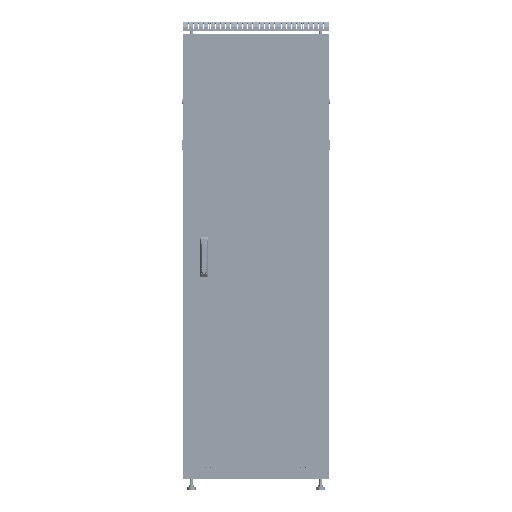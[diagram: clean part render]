
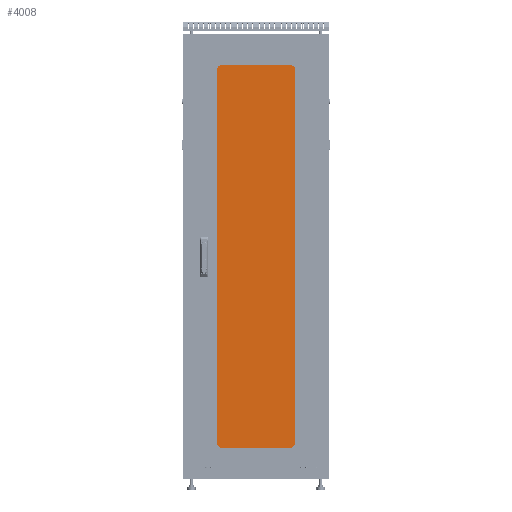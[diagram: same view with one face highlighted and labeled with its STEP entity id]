
A CAD part, top view. The second image highlights one B-rep face of the part: STEP entity #4008.
In plain terms, the highlighted planar face has unit normal (0, 0, 1).
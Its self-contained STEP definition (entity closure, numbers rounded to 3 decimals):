
#2843 = CARTESIAN_POINT ( 'NONE',  ( 180., -860.2, 4. ) ) ;
#3263 = CARTESIAN_POINT ( 'NONE',  ( -180., -860.2, 4. ) ) ;
#4008 = ADVANCED_FACE ( 'NONE', ( #48984 ), #65870, .T. ) ;
#16201 = EDGE_CURVE ( 'NONE', #106731, #107465, #44760, .T. ) ;
#17171 = CARTESIAN_POINT ( 'NONE',  ( 0., 0., 4. ) ) ;
#17442 = EDGE_CURVE ( 'NONE', #107465, #47013, #118515, .T. ) ;
#17484 = CARTESIAN_POINT ( 'NONE',  ( -180., -860.2, 4. ) ) ;
#17579 = DIRECTION ( 'NONE',  ( 1., 0., 0. ) ) ;
#18557 = VECTOR ( 'NONE', #45640, 1000. ) ;
#21920 = EDGE_CURVE ( 'NONE', #47013, #30972, #23621, .T. ) ;
#23621 = LINE ( 'NONE', #90424, #29684 ) ;
#29684 = VECTOR ( 'NONE', #61231, 1000. ) ;
#30972 = VERTEX_POINT ( 'NONE', #56281 ) ;
#33296 = ORIENTED_EDGE ( 'NONE', *, *, #21920, .T. ) ;
#42004 = AXIS2_PLACEMENT_3D ( 'NONE', #17171, #94638, #17579 ) ;
#44760 = LINE ( 'NONE', #2843, #70441 ) ;
#45640 = DIRECTION ( 'NONE',  ( 0., 1., 0. ) ) ;
#47013 = VERTEX_POINT ( 'NONE', #75915 ) ;
#48984 = FACE_OUTER_BOUND ( 'NONE', #84007, .T. ) ;
#54044 = ORIENTED_EDGE ( 'NONE', *, *, #16201, .T. ) ;
#56281 = CARTESIAN_POINT ( 'NONE',  ( -180., 860.2, 4. ) ) ;
#61231 = DIRECTION ( 'NONE',  ( -1., 0., 0. ) ) ;
#65368 = CARTESIAN_POINT ( 'NONE',  ( 180., -860.2, 4. ) ) ;
#65775 = DIRECTION ( 'NONE',  ( 0., -1., 0. ) ) ;
#65870 = PLANE ( 'NONE',  #42004 ) ;
#70441 = VECTOR ( 'NONE', #80318, 1000. ) ;
#71062 = ORIENTED_EDGE ( 'NONE', *, *, #17442, .T. ) ;
#72084 = EDGE_CURVE ( 'NONE', #30972, #106731, #113236, .T. ) ;
#75915 = CARTESIAN_POINT ( 'NONE',  ( 180., 860.2, 4. ) ) ;
#80318 = DIRECTION ( 'NONE',  ( 1., 0., 0. ) ) ;
#84007 = EDGE_LOOP ( 'NONE', ( #99121, #54044, #71062, #33296 ) ) ;
#87475 = VECTOR ( 'NONE', #65775, 1000. ) ;
#90424 = CARTESIAN_POINT ( 'NONE',  ( 180., 860.2, 4. ) ) ;
#94638 = DIRECTION ( 'NONE',  ( 0., 0., 1. ) ) ;
#99121 = ORIENTED_EDGE ( 'NONE', *, *, #72084, .T. ) ;
#102670 = CARTESIAN_POINT ( 'NONE',  ( 180., -860.2, 4. ) ) ;
#106731 = VERTEX_POINT ( 'NONE', #3263 ) ;
#107465 = VERTEX_POINT ( 'NONE', #65368 ) ;
#113236 = LINE ( 'NONE', #17484, #87475 ) ;
#118515 = LINE ( 'NONE', #102670, #18557 ) ;
